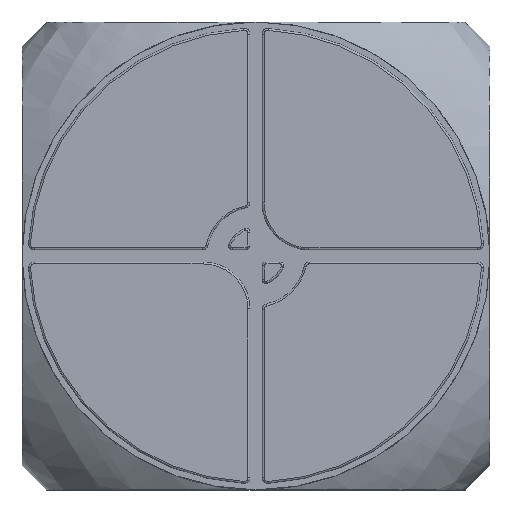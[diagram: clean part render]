
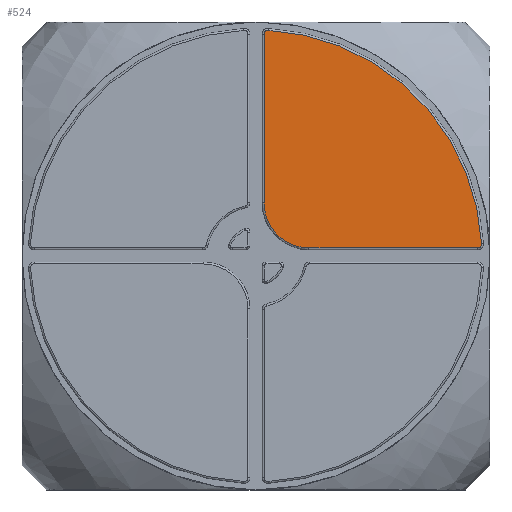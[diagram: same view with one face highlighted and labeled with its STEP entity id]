
A CAD part, top view. The second image highlights one B-rep face of the part: STEP entity #524.
In plain terms, the highlighted planar face has unit normal (0, 0, 1).
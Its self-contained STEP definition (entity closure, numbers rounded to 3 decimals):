
#230=CIRCLE('',#3624,120.709);
#231=CIRCLE('',#3625,2.);
#232=CIRCLE('',#3626,24.);
#233=CIRCLE('',#3627,2.);
#524=ADVANCED_FACE('',(#824),#713,.F.);
#713=PLANE('',#3628);
#824=FACE_OUTER_BOUND('',#1023,.T.);
#1023=EDGE_LOOP('',(#1963,#1964,#1965,#1966,#1967,#1968));
#1297=LINE('',#24510,#1523);
#1298=LINE('',#24514,#1524);
#1523=VECTOR('',#4158,1.);
#1524=VECTOR('',#4161,1.);
#1963=ORIENTED_EDGE('',*,*,#3158,.T.);
#1964=ORIENTED_EDGE('',*,*,#3159,.T.);
#1965=ORIENTED_EDGE('',*,*,#3160,.T.);
#1966=ORIENTED_EDGE('',*,*,#3161,.T.);
#1967=ORIENTED_EDGE('',*,*,#3162,.T.);
#1968=ORIENTED_EDGE('',*,*,#3163,.T.);
#2790=VERTEX_POINT('',#24506);
#2791=VERTEX_POINT('',#24507);
#2792=VERTEX_POINT('',#24509);
#2793=VERTEX_POINT('',#24511);
#2794=VERTEX_POINT('',#24513);
#2795=VERTEX_POINT('',#24515);
#3158=EDGE_CURVE('',#2790,#2791,#230,.T.);
#3159=EDGE_CURVE('',#2791,#2792,#231,.T.);
#3160=EDGE_CURVE('',#2792,#2793,#1297,.T.);
#3161=EDGE_CURVE('',#2793,#2794,#232,.T.);
#3162=EDGE_CURVE('',#2794,#2795,#1298,.T.);
#3163=EDGE_CURVE('',#2795,#2790,#233,.T.);
#3624=AXIS2_PLACEMENT_3D('',#24505,#4154,#4155);
#3625=AXIS2_PLACEMENT_3D('',#24508,#4156,#4157);
#3626=AXIS2_PLACEMENT_3D('',#24512,#4159,#4160);
#3627=AXIS2_PLACEMENT_3D('',#24516,#4162,#4163);
#3628=AXIS2_PLACEMENT_3D('',#24517,#4164,#4165);
#4154=DIRECTION('',(0.,0.,1.));
#4155=DIRECTION('',(-1.,0.,0.));
#4156=DIRECTION('',(0.,0.,1.));
#4157=DIRECTION('',(-1.,0.,0.));
#4158=DIRECTION('',(0.,-1.,0.));
#4159=DIRECTION('',(0.,0.,1.));
#4160=DIRECTION('',(-1.,0.,0.));
#4161=DIRECTION('',(1.,0.,0.));
#4162=DIRECTION('',(0.,0.,1.));
#4163=DIRECTION('',(-1.,0.,0.));
#4164=DIRECTION('',(0.,0.,-1.));
#4165=DIRECTION('',(-1.,0.,0.));
#24505=CARTESIAN_POINT('',(489.339,0.,55.92));
#24506=CARTESIAN_POINT('',(609.878,6.395,55.92));
#24507=CARTESIAN_POINT('',(495.734,120.54,55.92));
#24508=CARTESIAN_POINT('',(495.628,118.542,55.92));
#24509=CARTESIAN_POINT('',(493.628,118.542,55.92));
#24510=CARTESIAN_POINT('',(493.628,0.,55.92));
#24511=CARTESIAN_POINT('',(493.628,28.289,55.92));
#24512=CARTESIAN_POINT('',(517.628,28.289,55.92));
#24513=CARTESIAN_POINT('',(517.628,4.289,55.92));
#24514=CARTESIAN_POINT('',(489.339,4.289,55.92));
#24515=CARTESIAN_POINT('',(607.881,4.289,55.92));
#24516=CARTESIAN_POINT('',(607.881,6.289,55.92));
#24517=CARTESIAN_POINT('',(489.339,0.,55.92));
